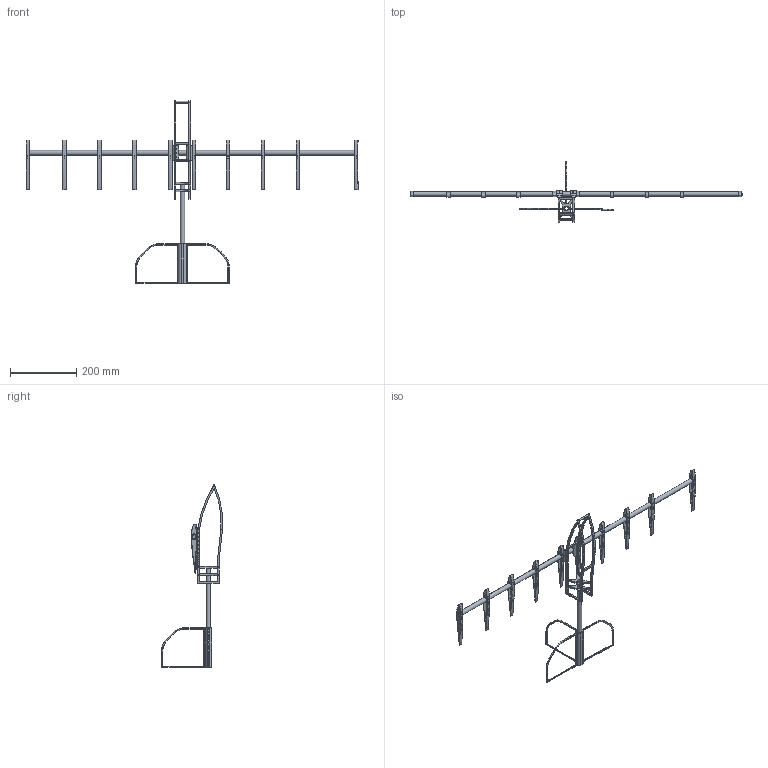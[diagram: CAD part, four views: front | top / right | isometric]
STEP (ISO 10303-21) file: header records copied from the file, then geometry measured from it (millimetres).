
FILE_DESCRIPTION(/* description */ (''),/* implementation_level */ '2;1');
FILE_NAME(/* name */ '61859140-067d-4457-8516-152cf19efde9.stp',/* time_stamp */ '2019-01-08T13:03:06+00:00',/* author */ (''),/* organization */ (''),/* preprocessor_version */ 'ST-DEVELOPER v17.2',/* originating_system */ 'Autodesk Translation Framework v7.6.0.251',/* authorisation */ '');
FILE_SCHEMA (('AUTOMOTIVE_DESIGN { 1 0 10303 214 3 1 1 }'));
Length unit declared in the file: millimetre
Products named in the file (15): assembly 3; body left side back; body side left front; standard strut; x beam; body right side back; body side right front; wing attachment; 14mm x 1000mm rod; wing 3 airfoil right end; wing 3 airfoil; wing 3 airfoil left end; 14mmx 300mm; rod attachment; horzontal fin
Assembly tree (27 placements, depth 2):
  assembly 3
    body left side back
    body side left front
    standard strut  x3
    x beam  x2
    body right side back
    body side right front
    wing attachment  x2
    14mm x 1000mm rod
    wing 3 airfoil  x8
    wing 3 airfoil right end
    wing 3 airfoil left end
    14mmx 300mm
    rod attachment
    horzontal fin  x3
Bounding box: 1002 x 184.59 x 552.13 mm (x, y, z)
Volume: 181733 mm3; surface area: 269327.5 mm2
Topology: 27 solids, 27 shells, 874 faces, 2537 edges, 1723 vertices
Faces by surface type: plane 626, cylinder 162, bspline 80, torus 6
Full cylindrical faces by diameter (mm): 2.2 x10, 5.2 x10, 12 x2, 14 x2, 14.2 x15
Entity records: 21833 total; most frequent: CARTESIAN_POINT 9130, ORIENTED_EDGE 2678, DIRECTION 2323, EDGE_CURVE 1339, LINE 961, VECTOR 961, VERTEX_POINT 901, AXIS2_PLACEMENT_3D 681
